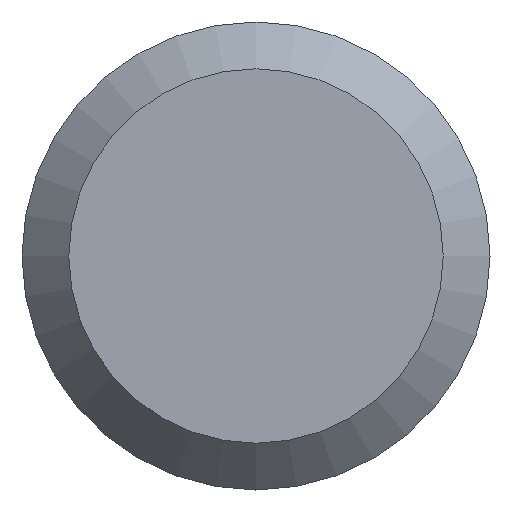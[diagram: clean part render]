
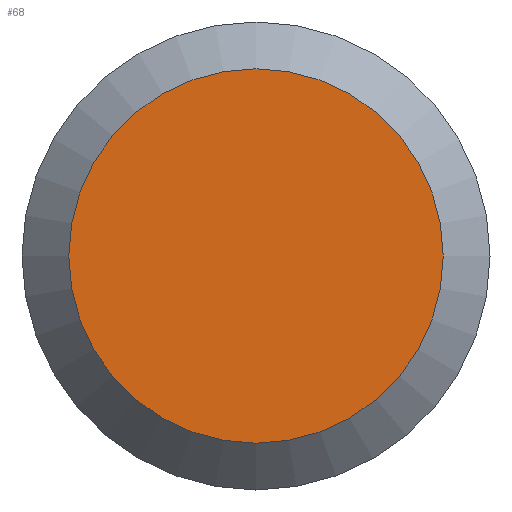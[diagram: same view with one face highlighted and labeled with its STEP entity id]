
A CAD part, left-side view. The second image highlights one B-rep face of the part: STEP entity #68.
In plain terms, the highlighted planar face has unit normal (-1, 0, 0).
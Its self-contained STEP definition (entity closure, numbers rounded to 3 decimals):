
#24 = CARTESIAN_POINT ( 'NONE',  ( 0., 0., -1.4 ) ) ;
#46 = CIRCLE ( 'NONE', #131, 1.4 ) ;
#50 = VERTEX_POINT ( 'NONE', #24 ) ;
#64 = EDGE_LOOP ( 'NONE', ( #207 ) ) ;
#68 = ADVANCED_FACE ( 'NONE', ( #150 ), #206, .F. ) ;
#76 = DIRECTION ( 'NONE',  ( 0., 0., -1. ) ) ;
#94 = EDGE_CURVE ( 'NONE', #50, #50, #46, .T. ) ;
#108 = CARTESIAN_POINT ( 'NONE',  ( 0., 1.75, 0. ) ) ;
#120 = DIRECTION ( 'NONE',  ( -1., 0., 0. ) ) ;
#131 = AXIS2_PLACEMENT_3D ( 'NONE', #144, #120, #76 ) ;
#138 = DIRECTION ( 'NONE',  ( 1., 0., 0. ) ) ;
#144 = CARTESIAN_POINT ( 'NONE',  ( 0., 0., 0. ) ) ;
#150 = FACE_OUTER_BOUND ( 'NONE', #64, .T. ) ;
#157 = DIRECTION ( 'NONE',  ( 0., 0., -1. ) ) ;
#195 = AXIS2_PLACEMENT_3D ( 'NONE', #108, #138, #157 ) ;
#206 = PLANE ( 'NONE',  #195 ) ;
#207 = ORIENTED_EDGE ( 'NONE', *, *, #94, .T. ) ;
